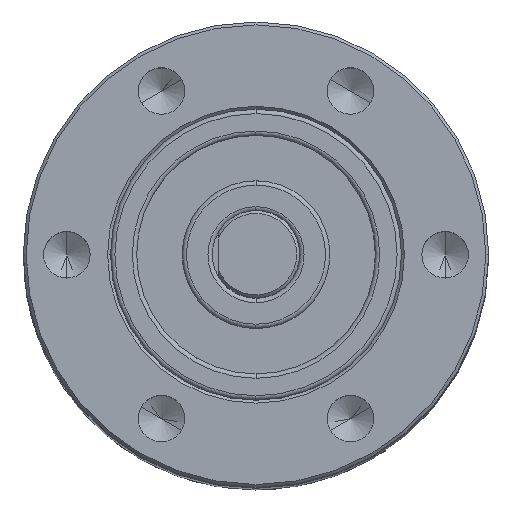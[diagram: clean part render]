
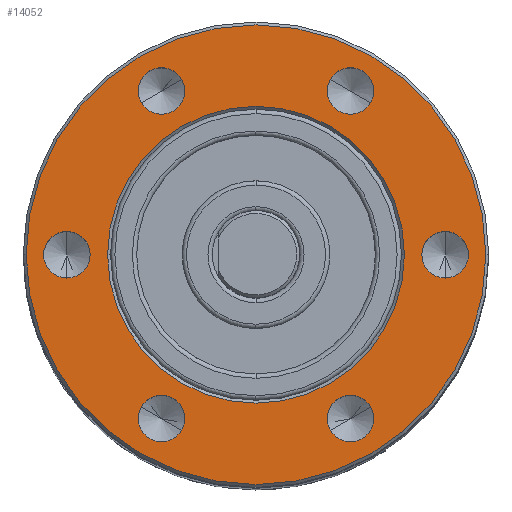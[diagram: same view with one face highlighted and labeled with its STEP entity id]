
A CAD part, top view. The second image highlights one B-rep face of the part: STEP entity #14052.
In plain terms, the highlighted planar face has unit normal (0, 0, 1).
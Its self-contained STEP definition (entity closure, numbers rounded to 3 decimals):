
#13607=CARTESIAN_POINT('',(0.,0.,49.5));
#13608=DIRECTION('',(0.,0.,-1.));
#13609=DIRECTION('',(1.,0.,0.));
#13610=AXIS2_PLACEMENT_3D('',#13607,#13608,#13609);
#13612=CARTESIAN_POINT('',(0.,0.,49.5));
#13613=DIRECTION('',(0.,0.,-1.));
#13614=DIRECTION('',(-1.,0.,0.));
#13615=AXIS2_PLACEMENT_3D('',#13612,#13613,#13614);
#13617=CARTESIAN_POINT('',(0.,0.,49.5));
#13618=DIRECTION('',(0.,0.,-1.));
#13619=DIRECTION('',(1.,0.,0.));
#13620=AXIS2_PLACEMENT_3D('',#13617,#13618,#13619);
#13622=CARTESIAN_POINT('',(0.,0.,49.5));
#13623=DIRECTION('',(0.,0.,-1.));
#13624=DIRECTION('',(-1.,0.,0.));
#13625=AXIS2_PLACEMENT_3D('',#13622,#13623,#13624);
#13627=CARTESIAN_POINT('',(-6.5,0.,49.5));
#13628=DIRECTION('',(0.,0.,1.));
#13629=DIRECTION('',(0.,-1.,0.));
#13630=AXIS2_PLACEMENT_3D('',#13627,#13628,#13629);
#13632=CARTESIAN_POINT('',(-6.5,0.,49.5));
#13633=DIRECTION('',(0.,0.,1.));
#13634=DIRECTION('',(0.,1.,0.));
#13635=AXIS2_PLACEMENT_3D('',#13632,#13633,#13634);
#13637=CARTESIAN_POINT('',(-3.25,-5.629,49.5));
#13638=DIRECTION('',(0.,0.,1.));
#13639=DIRECTION('',(0.866,-0.5,0.));
#13640=AXIS2_PLACEMENT_3D('',#13637,#13638,#13639);
#13642=CARTESIAN_POINT('',(-3.25,-5.629,49.5));
#13643=DIRECTION('',(0.,0.,1.));
#13644=DIRECTION('',(-0.866,0.5,0.));
#13645=AXIS2_PLACEMENT_3D('',#13642,#13643,#13644);
#13647=CARTESIAN_POINT('',(3.25,-5.629,49.5));
#13648=DIRECTION('',(0.,0.,1.));
#13649=DIRECTION('',(0.866,0.5,0.));
#13650=AXIS2_PLACEMENT_3D('',#13647,#13648,#13649);
#13652=CARTESIAN_POINT('',(3.25,-5.629,49.5));
#13653=DIRECTION('',(0.,0.,1.));
#13654=DIRECTION('',(-0.866,-0.5,0.));
#13655=AXIS2_PLACEMENT_3D('',#13652,#13653,#13654);
#13657=CARTESIAN_POINT('',(6.5,0.,49.5));
#13658=DIRECTION('',(0.,0.,1.));
#13659=DIRECTION('',(0.,1.,0.));
#13660=AXIS2_PLACEMENT_3D('',#13657,#13658,#13659);
#13662=CARTESIAN_POINT('',(6.5,0.,49.5));
#13663=DIRECTION('',(0.,0.,1.));
#13664=DIRECTION('',(0.,-1.,0.));
#13665=AXIS2_PLACEMENT_3D('',#13662,#13663,#13664);
#13667=CARTESIAN_POINT('',(3.25,5.629,49.5));
#13668=DIRECTION('',(0.,0.,1.));
#13669=DIRECTION('',(-0.866,0.5,0.));
#13670=AXIS2_PLACEMENT_3D('',#13667,#13668,#13669);
#13672=CARTESIAN_POINT('',(3.25,5.629,49.5));
#13673=DIRECTION('',(0.,0.,1.));
#13674=DIRECTION('',(0.866,-0.5,0.));
#13675=AXIS2_PLACEMENT_3D('',#13672,#13673,#13674);
#13677=CARTESIAN_POINT('',(-3.25,5.629,49.5));
#13678=DIRECTION('',(0.,0.,1.));
#13679=DIRECTION('',(-0.866,-0.5,0.));
#13680=AXIS2_PLACEMENT_3D('',#13677,#13678,#13679);
#13682=CARTESIAN_POINT('',(-3.25,5.629,49.5));
#13683=DIRECTION('',(0.,0.,1.));
#13684=DIRECTION('',(0.866,0.5,0.));
#13685=AXIS2_PLACEMENT_3D('',#13682,#13683,#13684);
#13915=CARTESIAN_POINT('',(5.1,0.,49.5));
#13916=CARTESIAN_POINT('',(-5.1,0.,49.5));
#13917=VERTEX_POINT('',#13915);
#13918=VERTEX_POINT('',#13916);
#13935=CARTESIAN_POINT('',(7.9,0.,49.5));
#13936=CARTESIAN_POINT('',(-7.9,0.,49.5));
#13937=VERTEX_POINT('',#13935);
#13938=VERTEX_POINT('',#13936);
#13945=CARTESIAN_POINT('',(-6.5,-0.8,49.5));
#13946=CARTESIAN_POINT('',(-6.5,0.8,49.5));
#13947=VERTEX_POINT('',#13945);
#13948=VERTEX_POINT('',#13946);
#13955=CARTESIAN_POINT('',(-2.557,-6.029,49.5));
#13956=CARTESIAN_POINT('',(-3.943,-5.229,49.5));
#13957=VERTEX_POINT('',#13955);
#13958=VERTEX_POINT('',#13956);
#13965=CARTESIAN_POINT('',(3.943,-5.229,49.5));
#13966=CARTESIAN_POINT('',(2.557,-6.029,49.5));
#13967=VERTEX_POINT('',#13965);
#13968=VERTEX_POINT('',#13966);
#13975=CARTESIAN_POINT('',(6.5,0.8,49.5));
#13976=CARTESIAN_POINT('',(6.5,-0.8,49.5));
#13977=VERTEX_POINT('',#13975);
#13978=VERTEX_POINT('',#13976);
#13985=CARTESIAN_POINT('',(2.557,6.029,49.5));
#13986=CARTESIAN_POINT('',(3.943,5.229,49.5));
#13987=VERTEX_POINT('',#13985);
#13988=VERTEX_POINT('',#13986);
#13995=CARTESIAN_POINT('',(-3.943,5.229,49.5));
#13996=CARTESIAN_POINT('',(-2.557,6.029,49.5));
#13997=VERTEX_POINT('',#13995);
#13998=VERTEX_POINT('',#13996);
#13999=CARTESIAN_POINT('',(0.,0.,49.5));
#14000=DIRECTION('',(0.,0.,1.));
#14001=DIRECTION('',(1.,0.,0.));
#14002=AXIS2_PLACEMENT_3D('',#13999,#14000,#14001);
#14003=PLANE('',#14002);
#14005=ORIENTED_EDGE('',*,*,#14004,.T.);
#14007=ORIENTED_EDGE('',*,*,#14006,.T.);
#14008=EDGE_LOOP('',(#14005,#14007));
#14009=FACE_OUTER_BOUND('',#14008,.F.);
#14011=ORIENTED_EDGE('',*,*,#14010,.F.);
#14013=ORIENTED_EDGE('',*,*,#14012,.F.);
#14014=EDGE_LOOP('',(#14011,#14013));
#14015=FACE_BOUND('',#14014,.F.);
#14017=ORIENTED_EDGE('',*,*,#14016,.T.);
#14019=ORIENTED_EDGE('',*,*,#14018,.T.);
#14020=EDGE_LOOP('',(#14017,#14019));
#14021=FACE_BOUND('',#14020,.F.);
#14023=ORIENTED_EDGE('',*,*,#14022,.T.);
#14025=ORIENTED_EDGE('',*,*,#14024,.T.);
#14026=EDGE_LOOP('',(#14023,#14025));
#14027=FACE_BOUND('',#14026,.F.);
#14029=ORIENTED_EDGE('',*,*,#14028,.T.);
#14031=ORIENTED_EDGE('',*,*,#14030,.T.);
#14032=EDGE_LOOP('',(#14029,#14031));
#14033=FACE_BOUND('',#14032,.F.);
#14035=ORIENTED_EDGE('',*,*,#14034,.T.);
#14037=ORIENTED_EDGE('',*,*,#14036,.T.);
#14038=EDGE_LOOP('',(#14035,#14037));
#14039=FACE_BOUND('',#14038,.F.);
#14041=ORIENTED_EDGE('',*,*,#14040,.T.);
#14043=ORIENTED_EDGE('',*,*,#14042,.T.);
#14044=EDGE_LOOP('',(#14041,#14043));
#14045=FACE_BOUND('',#14044,.F.);
#14047=ORIENTED_EDGE('',*,*,#14046,.T.);
#14049=ORIENTED_EDGE('',*,*,#14048,.T.);
#14050=EDGE_LOOP('',(#14047,#14049));
#14051=FACE_BOUND('',#14050,.F.);
#14052=ADVANCED_FACE('',(#14009,#14015,#14021,#14027,#14033,#14039,#14045,
#14051),#14003,.T.);
#13611=CIRCLE('',#13610,5.1);
#13616=CIRCLE('',#13615,5.1);
#13621=CIRCLE('',#13620,7.9);
#13626=CIRCLE('',#13625,7.9);
#13631=CIRCLE('',#13630,0.8);
#13636=CIRCLE('',#13635,0.8);
#13641=CIRCLE('',#13640,0.8);
#13646=CIRCLE('',#13645,0.8);
#13651=CIRCLE('',#13650,0.8);
#13656=CIRCLE('',#13655,0.8);
#13661=CIRCLE('',#13660,0.8);
#13666=CIRCLE('',#13665,0.8);
#13671=CIRCLE('',#13670,0.8);
#13676=CIRCLE('',#13675,0.8);
#13681=CIRCLE('',#13680,0.8);
#13686=CIRCLE('',#13685,0.8);
#14004=EDGE_CURVE('',#13937,#13938,#13621,.T.);
#14006=EDGE_CURVE('',#13938,#13937,#13626,.T.);
#14010=EDGE_CURVE('',#13917,#13918,#13611,.T.);
#14012=EDGE_CURVE('',#13918,#13917,#13616,.T.);
#14016=EDGE_CURVE('',#13947,#13948,#13631,.T.);
#14018=EDGE_CURVE('',#13948,#13947,#13636,.T.);
#14022=EDGE_CURVE('',#13957,#13958,#13641,.T.);
#14024=EDGE_CURVE('',#13958,#13957,#13646,.T.);
#14028=EDGE_CURVE('',#13967,#13968,#13651,.T.);
#14030=EDGE_CURVE('',#13968,#13967,#13656,.T.);
#14034=EDGE_CURVE('',#13977,#13978,#13661,.T.);
#14036=EDGE_CURVE('',#13978,#13977,#13666,.T.);
#14040=EDGE_CURVE('',#13987,#13988,#13671,.T.);
#14042=EDGE_CURVE('',#13988,#13987,#13676,.T.);
#14046=EDGE_CURVE('',#13997,#13998,#13681,.T.);
#14048=EDGE_CURVE('',#13998,#13997,#13686,.T.);
